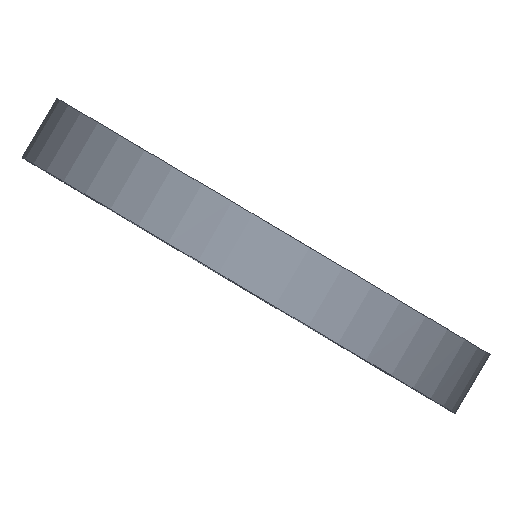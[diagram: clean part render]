
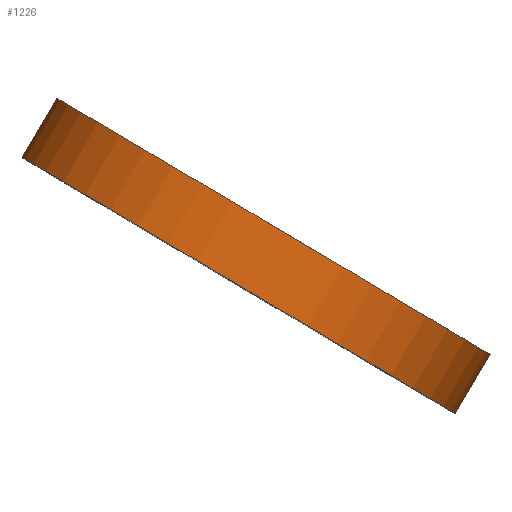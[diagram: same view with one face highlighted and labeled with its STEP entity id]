
A CAD part, top view. The second image highlights one B-rep face of the part: STEP entity #1226.
In plain terms, the highlighted free-form (B-spline) face has degree [2, 1] with [9, 2] control points.
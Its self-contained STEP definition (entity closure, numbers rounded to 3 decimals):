
#15 = CARTESIAN_POINT ( 'NONE',  ( 2499.416, 2208.682, 6.623 ) ) ;
#34 = CARTESIAN_POINT ( 'NONE',  ( 2502.206, 2207.032, 6.623 ) ) ;
#38 = CARTESIAN_POINT ( 'NONE',  ( 2444.44, 2223.768, 6.623 ) ) ;
#91 = VERTEX_POINT ( 'NONE', #100 ) ;
#100 = CARTESIAN_POINT ( 'NONE',  ( 2546.757, 2180.685, -48.377 ) ) ;
#104 = EDGE_CURVE ( 'NONE', #1535, #1659, #1251, .T. ) ;
#105 = CARTESIAN_POINT ( 'NONE',  ( 2499.569, 2208.94, 6.623 ) ) ;
#114 = CARTESIAN_POINT ( 'NONE',  ( 2444.287, 2223.51, -48.377 ) ) ;
#163 = ORIENTED_EDGE ( 'NONE', *, *, #759, .F. ) ;
#170 = CARTESIAN_POINT ( 'NONE',  ( 2546.509, 2180.832, -41.774 ) ) ;
#176 = CARTESIAN_POINT ( 'NONE',  ( 2510.961, 2201.854, 5.074 ) ) ;
#180 = CARTESIAN_POINT ( 'NONE',  ( 2479.076, 2220.711, 1.421 ) ) ;
#182 = CARTESIAN_POINT ( 'NONE',  ( 2546.757, 2180.685, -48.377 ) ) ;
#183 = CARTESIAN_POINT ( 'NONE',  ( 2530.58, 2190.252, -6.802 ) ) ;
#224 = CARTESIAN_POINT ( 'NONE',  ( 2491.78, 2195.771, 6.623 ) ) ;
#240 = CARTESIAN_POINT ( 'NONE',  ( 2499.569, 2208.94, -103.377 ) ) ;
#291 = ORIENTED_EDGE ( 'NONE', *, *, #104, .T. ) ;
#307 = FACE_OUTER_BOUND ( 'NONE', #1516, .T. ) ;
#316 = CARTESIAN_POINT ( 'NONE',  ( 2468.252, 2227.113, -6.802 ) ) ;
#329 = CARTESIAN_POINT ( 'NONE',  ( 2528.028, 2191.761, -4.398 ) ) ;
#394 = CARTESIAN_POINT ( 'NONE',  ( 2444.287, 2223.51, -103.377 ) ) ;
#398 =( BOUNDED_CURVE ( )  B_SPLINE_CURVE ( 2, ( #1145, #996, #1427 ),
 .UNSPECIFIED., .F., .F. ) 
 B_SPLINE_CURVE_WITH_KNOTS ( ( 3, 3 ),
 ( 90., 180. ),
 .UNSPECIFIED. ) 
 CURVE ( )  GEOMETRIC_REPRESENTATION_ITEM ( )  RATIONAL_B_SPLINE_CURVE ( ( 1., 0.707, 1. ) ) 
 REPRESENTATION_ITEM ( '' )  );
#400 = CARTESIAN_POINT ( 'NONE',  ( 2444.287, 2223.51, -48.377 ) ) ;
#453 = CARTESIAN_POINT ( 'NONE',  ( 2505.099, 2205.321, 6.335 ) ) ;
#461 = CARTESIAN_POINT ( 'NONE',  ( 2537.271, 2186.295, -15.136 ) ) ;
#473 = CARTESIAN_POINT ( 'NONE',  ( 2519.756, 2196.653, 1.421 ) ) ;
#478 = CARTESIAN_POINT ( 'NONE',  ( 2453.408, 2235.891, -34.964 ) ) ;
#537 = CARTESIAN_POINT ( 'NONE',  ( 2444.44, 2223.768, -48.377 ) ) ;
#595 = VERTEX_POINT ( 'NONE', #224 ) ;
#611 = CARTESIAN_POINT ( 'NONE',  ( 2493.733, 2212.043, 6.335 ) ) ;
#617 = CARTESIAN_POINT ( 'NONE',  ( 2452.323, 2236.533, -41.774 ) ) ;
#624 = CARTESIAN_POINT ( 'NONE',  ( 2444.44, 2223.768, -48.377 ) ) ;
#667 = CARTESIAN_POINT ( 'NONE',  ( 2452.075, 2236.679, -48.377 ) ) ;
#718 = EDGE_CURVE ( 'NONE', #1659, #595, #807, .T. ) ;
#737 = CARTESIAN_POINT ( 'NONE',  ( 2544.586, 2181.968, -31.517 ) ) ;
#759 = EDGE_CURVE ( 'NONE', #1535, #1830, #1835, .T. ) ;
#807 =( BOUNDED_CURVE ( )  B_SPLINE_CURVE ( 2, ( #1187, #38, #1198 ),
 .UNSPECIFIED., .F., .F. ) 
 B_SPLINE_CURVE_WITH_KNOTS ( ( 3, 3 ),
 ( 0., 90. ),
 .UNSPECIFIED. ) 
 CURVE ( )  GEOMETRIC_REPRESENTATION_ITEM ( )  RATIONAL_B_SPLINE_CURVE ( ( 1., 0.707, 1. ) ) 
 REPRESENTATION_ITEM ( '' )  );
#812 = CARTESIAN_POINT ( 'NONE',  ( 2452.228, 2236.938, -103.377 ) ) ;
#813 = ORIENTED_EDGE ( 'NONE', *, *, #1304, .T. ) ;
#836 = CARTESIAN_POINT ( 'NONE',  ( 2452.075, 2236.679, -48.377 ) ) ;
#838 = CARTESIAN_POINT ( 'NONE',  ( 2538.968, 2167.516, 6.623 ) ) ;
#867 = B_SPLINE_CURVE_WITH_KNOTS ( 'NONE', 1,
 ( #182, #1180 ),
 .UNSPECIFIED., .F., .F.,
 ( 2, 2 ),
 ( -7.5, 7.5 ),
 .UNSPECIFIED. ) ;
#880 = CARTESIAN_POINT ( 'NONE',  ( 2546.757, 2180.685, -48.377 ) ) ;
#955 = CARTESIAN_POINT ( 'NONE',  ( 2452.228, 2236.938, -48.377 ) ) ;
#960 = CARTESIAN_POINT ( 'NONE',  ( 2491.628, 2195.513, -103.377 ) ) ;
#975 = CARTESIAN_POINT ( 'NONE',  ( 2452.228, 2236.938, -48.377 ) ) ;
#995 = ORIENTED_EDGE ( 'NONE', *, *, #718, .T. ) ;
#996 = CARTESIAN_POINT ( 'NONE',  ( 2539.121, 2167.774, 6.623 ) ) ;
#1007 =( BOUNDED_SURFACE ( )  B_SPLINE_SURFACE ( 2, 1, ( 
 ( #955, #114 ),
 ( #812, #394 ),
 ( #240, #960 ),
 ( #1123, #1718 ),
 ( #1829, #1838 ),
 ( #1560, #838 ),
 ( #105, #1102 ),
 ( #1111, #1253 ),
 ( #975, #400 ) ),
 .UNSPECIFIED., .T., .F., .F. ) 
 B_SPLINE_SURFACE_WITH_KNOTS ( ( 3, 2, 2, 2, 3 ),
 ( 2, 2 ),
 ( 0., 90., 180., 270., 360. ),
 ( -7.8, 7.8 ),
 .UNSPECIFIED. ) 
 GEOMETRIC_REPRESENTATION_ITEM ( )  RATIONAL_B_SPLINE_SURFACE ( (
 ( 1., 1.),
 ( 0.707, 0.707),
 ( 1., 1.),
 ( 0.707, 0.707),
 ( 1., 1.),
 ( 0.707, 0.707),
 ( 1., 1.),
 ( 0.707, 0.707),
 ( 1., 1.) ) ) 
 REPRESENTATION_ITEM ( '' )  SURFACE ( )  );
#1030 = CARTESIAN_POINT ( 'NONE',  ( 2461.561, 2231.069, -15.136 ) ) ;
#1038 = CARTESIAN_POINT ( 'NONE',  ( 2454.246, 2235.396, -31.517 ) ) ;
#1045 = CARTESIAN_POINT ( 'NONE',  ( 2484.904, 2217.265, 4.101 ) ) ;
#1047 = CARTESIAN_POINT ( 'NONE',  ( 2545.424, 2181.473, -34.964 ) ) ;
#1055 = CARTESIAN_POINT ( 'NONE',  ( 2499.416, 2208.682, 6.623 ) ) ;
#1102 = CARTESIAN_POINT ( 'NONE',  ( 2491.628, 2195.513, 6.623 ) ) ;
#1111 = CARTESIAN_POINT ( 'NONE',  ( 2452.228, 2236.938, 6.623 ) ) ;
#1123 = CARTESIAN_POINT ( 'NONE',  ( 2546.91, 2180.943, -103.377 ) ) ;
#1145 = CARTESIAN_POINT ( 'NONE',  ( 2491.78, 2195.771, 6.623 ) ) ;
#1171 = B_SPLINE_CURVE_WITH_KNOTS ( 'NONE', 3,
 ( #1620, #34, #453, #176, #1636, #473, #1319, #329, #183, #1181, #461, #1452, #1780, #737, #1047, #170, #1477, #880 ),
 .UNSPECIFIED., .F., .F.,
 ( 4, 2, 2, 2, 2, 2, 2, 2, 4 ),
 ( 90., 101.25, 112.5, 123.75, 135., 146.25, 157.5, 168.75, 180. ),
 .UNSPECIFIED. ) ;
#1178 = CARTESIAN_POINT ( 'NONE',  ( 2496.626, 2210.332, 6.623 ) ) ;
#1180 = CARTESIAN_POINT ( 'NONE',  ( 2539.121, 2167.774, -48.377 ) ) ;
#1181 = CARTESIAN_POINT ( 'NONE',  ( 2535.202, 2187.518, -12.171 ) ) ;
#1187 = CARTESIAN_POINT ( 'NONE',  ( 2444.44, 2223.768, -48.377 ) ) ;
#1192 = CARTESIAN_POINT ( 'NONE',  ( 2487.871, 2215.51, 5.074 ) ) ;
#1198 = CARTESIAN_POINT ( 'NONE',  ( 2491.78, 2195.771, 6.623 ) ) ;
#1226 = ADVANCED_FACE ( 'NONE', ( #307 ), #1007, .T. ) ;
#1251 = B_SPLINE_CURVE_WITH_KNOTS ( 'NONE', 1,
 ( #667, #537 ),
 .UNSPECIFIED., .F., .F.,
 ( 2, 2 ),
 ( -7.5, 7.5 ),
 .UNSPECIFIED. ) ;
#1253 = CARTESIAN_POINT ( 'NONE',  ( 2444.287, 2223.51, 6.623 ) ) ;
#1304 = EDGE_CURVE ( 'NONE', #595, #1447, #398, .T. ) ;
#1319 = CARTESIAN_POINT ( 'NONE',  ( 2522.615, 2194.962, -0.287 ) ) ;
#1331 = CARTESIAN_POINT ( 'NONE',  ( 2452.075, 2236.679, -45.136 ) ) ;
#1340 = CARTESIAN_POINT ( 'NONE',  ( 2470.804, 2225.603, -4.398 ) ) ;
#1345 = CARTESIAN_POINT ( 'NONE',  ( 2456.553, 2234.032, -24.747 ) ) ;
#1350 = CARTESIAN_POINT ( 'NONE',  ( 2476.217, 2222.402, -0.287 ) ) ;
#1367 = EDGE_CURVE ( 'NONE', #1830, #91, #1171, .T. ) ;
#1384 = CARTESIAN_POINT ( 'NONE',  ( 2539.121, 2167.774, -48.377 ) ) ;
#1427 = CARTESIAN_POINT ( 'NONE',  ( 2539.121, 2167.774, -48.377 ) ) ;
#1447 = VERTEX_POINT ( 'NONE', #1384 ) ;
#1452 = CARTESIAN_POINT ( 'NONE',  ( 2540.809, 2184.202, -21.425 ) ) ;
#1477 = CARTESIAN_POINT ( 'NONE',  ( 2546.757, 2180.685, -45.136 ) ) ;
#1481 = CARTESIAN_POINT ( 'NONE',  ( 2458.023, 2233.162, -21.425 ) ) ;
#1516 = EDGE_LOOP ( 'NONE', ( #1656, #1640, #163, #291, #995, #813 ) ) ;
#1535 = VERTEX_POINT ( 'NONE', #836 ) ;
#1560 = CARTESIAN_POINT ( 'NONE',  ( 2546.91, 2180.943, 6.623 ) ) ;
#1608 = CARTESIAN_POINT ( 'NONE',  ( 2452.075, 2236.679, -48.377 ) ) ;
#1620 = CARTESIAN_POINT ( 'NONE',  ( 2499.416, 2208.682, 6.623 ) ) ;
#1634 = CARTESIAN_POINT ( 'NONE',  ( 2463.63, 2229.846, -12.171 ) ) ;
#1636 = CARTESIAN_POINT ( 'NONE',  ( 2513.928, 2200.1, 4.101 ) ) ;
#1640 = ORIENTED_EDGE ( 'NONE', *, *, #1367, .F. ) ;
#1641 = EDGE_CURVE ( 'NONE', #91, #1447, #867, .T. ) ;
#1656 = ORIENTED_EDGE ( 'NONE', *, *, #1641, .F. ) ;
#1659 = VERTEX_POINT ( 'NONE', #624 ) ;
#1718 = CARTESIAN_POINT ( 'NONE',  ( 2538.968, 2167.516, -103.377 ) ) ;
#1780 = CARTESIAN_POINT ( 'NONE',  ( 2542.279, 2183.333, -24.747 ) ) ;
#1829 = CARTESIAN_POINT ( 'NONE',  ( 2546.91, 2180.943, -48.377 ) ) ;
#1830 = VERTEX_POINT ( 'NONE', #15 ) ;
#1835 = B_SPLINE_CURVE_WITH_KNOTS ( 'NONE', 3,
 ( #1608, #1331, #617, #478, #1038, #1345, #1481, #1030, #1634, #316, #1340, #1350, #180, #1045, #1192, #611, #1178, #1055 ),
 .UNSPECIFIED., .F., .F.,
 ( 4, 2, 2, 2, 2, 2, 2, 2, 4 ),
 ( 0., 45., 90., 135., 180., 225., 270., 315., 360. ),
 .UNSPECIFIED. ) ;
#1838 = CARTESIAN_POINT ( 'NONE',  ( 2538.968, 2167.516, -48.377 ) ) ;
